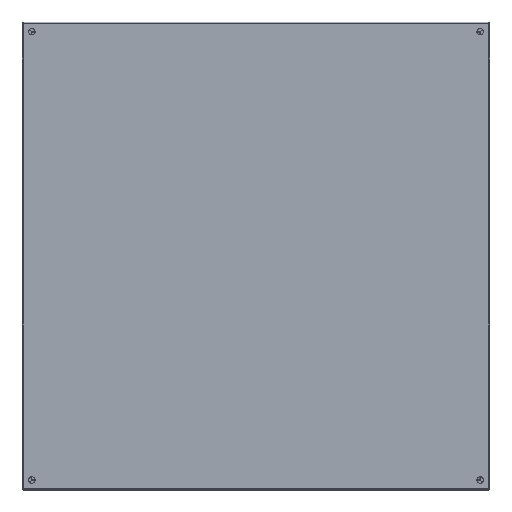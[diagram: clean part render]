
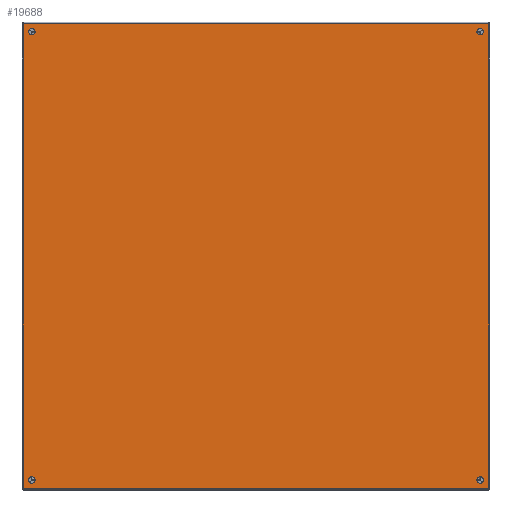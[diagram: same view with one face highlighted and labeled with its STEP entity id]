
A CAD part, top view. The second image highlights one B-rep face of the part: STEP entity #19688.
In plain terms, the highlighted face is planar.
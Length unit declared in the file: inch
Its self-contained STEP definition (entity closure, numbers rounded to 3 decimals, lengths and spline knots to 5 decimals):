
#62 = CARTESIAN_POINT ( 'NONE',  ( 0., 0.072, 17.892 ) ) ;
#137 = VERTEX_POINT ( 'NONE', #18931 ) ;
#260 = DIRECTION ( 'NONE',  ( 0., 0., -1. ) ) ;
#411 = EDGE_CURVE ( 'NONE', #5811, #17797, #32577, .T. ) ;
#669 = CARTESIAN_POINT ( 'NONE',  ( 0., 35., 17.25 ) ) ;
#859 = VERTEX_POINT ( 'NONE', #36333 ) ;
#1579 = DIRECTION ( 'NONE',  ( 0., -1., 0. ) ) ;
#1649 = ORIENTED_EDGE ( 'NONE', *, *, #45591, .T. ) ;
#1896 = DIRECTION ( 'NONE',  ( 0., -1., 0. ) ) ;
#2196 = CARTESIAN_POINT ( 'NONE',  ( 0., 0.072, 17.928 ) ) ;
#2789 = FACE_OUTER_BOUND ( 'NONE', #42999, .T. ) ;
#2935 = ORIENTED_EDGE ( 'NONE', *, *, #49118, .T. ) ;
#3368 = DIRECTION ( 'NONE',  ( 1., 0., 0. ) ) ;
#3574 = DIRECTION ( 'NONE',  ( 0., -1., 0. ) ) ;
#3942 = DIRECTION ( 'NONE',  ( 0., 1., 0. ) ) ;
#4168 = EDGE_CURVE ( 'NONE', #16026, #137, #45527, .T. ) ;
#4190 = DIRECTION ( 'NONE',  ( 1., 0., 0. ) ) ;
#4363 = DIRECTION ( 'NONE',  ( 0., -1., 0. ) ) ;
#4818 = AXIS2_PLACEMENT_3D ( 'NONE', #30657, #44405, #1896 ) ;
#5811 = VERTEX_POINT ( 'NONE', #9348 ) ;
#5959 = VERTEX_POINT ( 'NONE', #29814 ) ;
#5997 = AXIS2_PLACEMENT_3D ( 'NONE', #59213, #13146, #9107 ) ;
#6822 = FACE_BOUND ( 'NONE', #10327, .T. ) ;
#7238 = EDGE_CURVE ( 'NONE', #39663, #137, #9140, .T. ) ;
#8041 = AXIS2_PLACEMENT_3D ( 'NONE', #11979, #58984, #22071 ) ;
#9107 = DIRECTION ( 'NONE',  ( 0., -1., 0. ) ) ;
#9140 = LINE ( 'NONE', #41817, #20754 ) ;
#9147 = CARTESIAN_POINT ( 'NONE',  ( 0., 35.928, -17.928 ) ) ;
#9348 = CARTESIAN_POINT ( 'NONE',  ( 0., 1., -17.25 ) ) ;
#10327 = EDGE_LOOP ( 'NONE', ( #2935, #38283 ) ) ;
#10429 = ORIENTED_EDGE ( 'NONE', *, *, #4168, .T. ) ;
#11079 = FACE_BOUND ( 'NONE', #58841, .T. ) ;
#11168 = EDGE_CURVE ( 'NONE', #39663, #33007, #33415, .T. ) ;
#11386 = FACE_BOUND ( 'NONE', #13650, .T. ) ;
#11497 = ORIENTED_EDGE ( 'NONE', *, *, #48583, .T. ) ;
#11979 = CARTESIAN_POINT ( 'NONE',  ( 0., 35.25, -17.25 ) ) ;
#13146 = DIRECTION ( 'NONE',  ( 1., 0., 0. ) ) ;
#13650 = EDGE_LOOP ( 'NONE', ( #45009, #1649 ) ) ;
#13826 = CIRCLE ( 'NONE', #5997, 0.25 ) ;
#15740 = CARTESIAN_POINT ( 'NONE',  ( 0., 0.5, 17.25 ) ) ;
#15747 = ORIENTED_EDGE ( 'NONE', *, *, #411, .T. ) ;
#15998 = AXIS2_PLACEMENT_3D ( 'NONE', #34604, #16285, #34881 ) ;
#16026 = VERTEX_POINT ( 'NONE', #39833 ) ;
#16285 = DIRECTION ( 'NONE',  ( 1., 0., 0. ) ) ;
#16502 = DIRECTION ( 'NONE',  ( 1., 0., 0. ) ) ;
#17379 = CARTESIAN_POINT ( 'NONE',  ( 0., 35., -17.25 ) ) ;
#17797 = VERTEX_POINT ( 'NONE', #20793 ) ;
#18246 = EDGE_CURVE ( 'NONE', #35320, #859, #32674, .T. ) ;
#18795 = VECTOR ( 'NONE', #53520, 39.37008 ) ;
#18931 = CARTESIAN_POINT ( 'NONE',  ( 0., 35.928, -17.892 ) ) ;
#19622 = CIRCLE ( 'NONE', #50747, 0.25 ) ;
#19688 = ADVANCED_FACE ( 'NONE', ( #2789, #11079, #43794, #11386, #6822 ), #43505, .F. ) ;
#19912 = DIRECTION ( 'NONE',  ( 0., -1., 0. ) ) ;
#20562 = EDGE_CURVE ( 'NONE', #53675, #5959, #24370, .T. ) ;
#20603 = DIRECTION ( 'NONE',  ( 1., 0., 0. ) ) ;
#20754 = VECTOR ( 'NONE', #3942, 39.37008 ) ;
#20793 = CARTESIAN_POINT ( 'NONE',  ( 0., 0.5, -17.25 ) ) ;
#21492 = CARTESIAN_POINT ( 'NONE',  ( 0., 0.072, 17.928 ) ) ;
#22071 = DIRECTION ( 'NONE',  ( 0., -1., 0. ) ) ;
#23334 = LINE ( 'NONE', #62, #45584 ) ;
#24370 = CIRCLE ( 'NONE', #4818, 0.25 ) ;
#25282 = ORIENTED_EDGE ( 'NONE', *, *, #58572, .F. ) ;
#25630 = CIRCLE ( 'NONE', #8041, 0.25 ) ;
#25870 = AXIS2_PLACEMENT_3D ( 'NONE', #26616, #3368, #40303 ) ;
#26616 = CARTESIAN_POINT ( 'NONE',  ( 0., 0.75, 17.25 ) ) ;
#26879 = VECTOR ( 'NONE', #260, 39.37008 ) ;
#27120 = CARTESIAN_POINT ( 'NONE',  ( 0., 0.75, 17.25 ) ) ;
#27278 = ORIENTED_EDGE ( 'NONE', *, *, #7238, .F. ) ;
#28835 = CARTESIAN_POINT ( 'NONE',  ( 0., 35.25, 17.25 ) ) ;
#29209 = CIRCLE ( 'NONE', #35007, 0.25 ) ;
#29814 = CARTESIAN_POINT ( 'NONE',  ( 0., 35.5, -17.25 ) ) ;
#30657 = CARTESIAN_POINT ( 'NONE',  ( 0., 35.25, -17.25 ) ) ;
#31722 = ORIENTED_EDGE ( 'NONE', *, *, #32928, .T. ) ;
#32577 = CIRCLE ( 'NONE', #15998, 0.25 ) ;
#32674 = CIRCLE ( 'NONE', #25870, 0.25 ) ;
#32928 = EDGE_CURVE ( 'NONE', #17797, #5811, #13826, .T. ) ;
#33007 = VERTEX_POINT ( 'NONE', #33550 ) ;
#33415 = LINE ( 'NONE', #2196, #18795 ) ;
#33550 = CARTESIAN_POINT ( 'NONE',  ( 0., 0.072, 17.892 ) ) ;
#33822 = ORIENTED_EDGE ( 'NONE', *, *, #20562, .T. ) ;
#34604 = CARTESIAN_POINT ( 'NONE',  ( 0., 0.75, -17.25 ) ) ;
#34881 = DIRECTION ( 'NONE',  ( 0., -1., 0. ) ) ;
#35007 = AXIS2_PLACEMENT_3D ( 'NONE', #43709, #16502, #19912 ) ;
#35320 = VERTEX_POINT ( 'NONE', #15740 ) ;
#35501 = CIRCLE ( 'NONE', #42342, 0.25 ) ;
#36333 = CARTESIAN_POINT ( 'NONE',  ( 0., 1., 17.25 ) ) ;
#36690 = VERTEX_POINT ( 'NONE', #39170 ) ;
#38283 = ORIENTED_EDGE ( 'NONE', *, *, #44919, .T. ) ;
#39130 = DIRECTION ( 'NONE',  ( 0., -1., 0. ) ) ;
#39170 = CARTESIAN_POINT ( 'NONE',  ( 0., 35.5, 17.25 ) ) ;
#39663 = VERTEX_POINT ( 'NONE', #48020 ) ;
#39833 = CARTESIAN_POINT ( 'NONE',  ( 0., 35.928, 17.892 ) ) ;
#40303 = DIRECTION ( 'NONE',  ( 0., -1., 0. ) ) ;
#41817 = CARTESIAN_POINT ( 'NONE',  ( 0., 35.928, -17.892 ) ) ;
#42342 = AXIS2_PLACEMENT_3D ( 'NONE', #28835, #20603, #39130 ) ;
#42902 = ORIENTED_EDGE ( 'NONE', *, *, #11168, .T. ) ;
#42999 = EDGE_LOOP ( 'NONE', ( #25282, #10429, #27278, #42902 ) ) ;
#43118 = EDGE_LOOP ( 'NONE', ( #33822, #11497 ) ) ;
#43505 = PLANE ( 'NONE',  #57323 ) ;
#43709 = CARTESIAN_POINT ( 'NONE',  ( 0., 35.25, 17.25 ) ) ;
#43794 = FACE_BOUND ( 'NONE', #43118, .T. ) ;
#44405 = DIRECTION ( 'NONE',  ( 1., 0., 0. ) ) ;
#44919 = EDGE_CURVE ( 'NONE', #36690, #50982, #29209, .T. ) ;
#45009 = ORIENTED_EDGE ( 'NONE', *, *, #18246, .T. ) ;
#45527 = LINE ( 'NONE', #9147, #26879 ) ;
#45584 = VECTOR ( 'NONE', #4363, 39.37008 ) ;
#45591 = EDGE_CURVE ( 'NONE', #859, #35320, #19622, .T. ) ;
#48020 = CARTESIAN_POINT ( 'NONE',  ( 0., 0.072, -17.892 ) ) ;
#48583 = EDGE_CURVE ( 'NONE', #5959, #53675, #25630, .T. ) ;
#49118 = EDGE_CURVE ( 'NONE', #50982, #36690, #35501, .T. ) ;
#50747 = AXIS2_PLACEMENT_3D ( 'NONE', #27120, #4190, #3574 ) ;
#50982 = VERTEX_POINT ( 'NONE', #669 ) ;
#53520 = DIRECTION ( 'NONE',  ( 0., 0., 1. ) ) ;
#53675 = VERTEX_POINT ( 'NONE', #17379 ) ;
#53794 = DIRECTION ( 'NONE',  ( 1., 0., 0. ) ) ;
#57323 = AXIS2_PLACEMENT_3D ( 'NONE', #21492, #53794, #1579 ) ;
#58572 = EDGE_CURVE ( 'NONE', #16026, #33007, #23334, .T. ) ;
#58841 = EDGE_LOOP ( 'NONE', ( #31722, #15747 ) ) ;
#58984 = DIRECTION ( 'NONE',  ( 1., 0., 0. ) ) ;
#59213 = CARTESIAN_POINT ( 'NONE',  ( 0., 0.75, -17.25 ) ) ;
